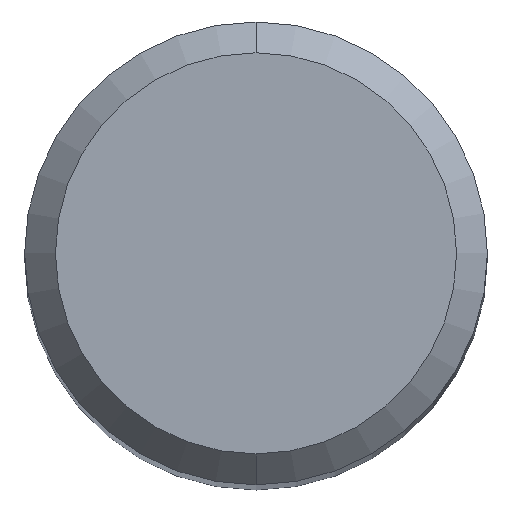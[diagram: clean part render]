
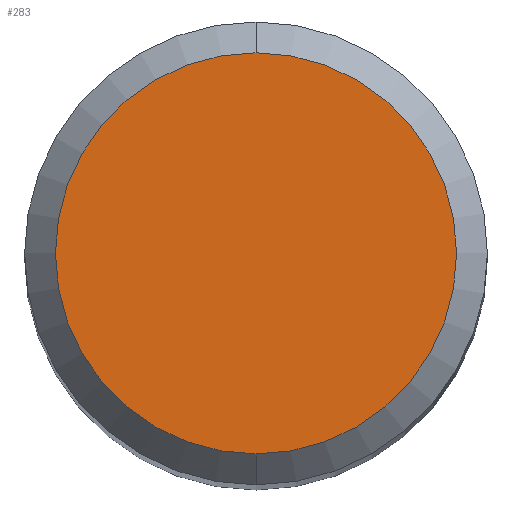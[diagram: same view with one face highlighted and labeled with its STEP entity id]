
A CAD part, top view. The second image highlights one B-rep face of the part: STEP entity #283.
In plain terms, the highlighted planar face has unit normal (0, 0, 1).
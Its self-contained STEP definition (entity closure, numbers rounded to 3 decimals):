
#223=EDGE_CURVE('',#419,#231,#531,.T.);
#231=VERTEX_POINT('',#540);
#283=ADVANCED_FACE('',(#597),#598,.T.);
#413=EDGE_CURVE('',#231,#419,#744,.T.);
#419=VERTEX_POINT('',#752);
#531=CIRCLE('',#891,2.6);
#540=CARTESIAN_POINT('',(0.0,2.6,0.0));
#597=FACE_OUTER_BOUND('',#1037,.T.);
#598=PLANE('',#1038);
#744=CIRCLE('',#1281,2.6);
#752=CARTESIAN_POINT('',(0.,-2.6,0.0));
#891=AXIS2_PLACEMENT_3D('',#1480,#1481,#1482);
#1037=EDGE_LOOP('',(#1556,#1557));
#1038=AXIS2_PLACEMENT_3D('',#1558,#1559,#1560);
#1281=AXIS2_PLACEMENT_3D('',#1742,#1743,#1744);
#1480=CARTESIAN_POINT('',(0.0,0.0,0.0));
#1481=DIRECTION('',(0.0,0.0,-1.0));
#1482=DIRECTION('',(0.0,1.0,0.0));
#1556=ORIENTED_EDGE('',*,*,#413,.F.);
#1557=ORIENTED_EDGE('',*,*,#223,.F.);
#1558=CARTESIAN_POINT('',(0.0,1.3,0.0));
#1559=DIRECTION('',(-0.0,0.0,1.0));
#1560=DIRECTION('',(0.0,-1.0,0.0));
#1742=CARTESIAN_POINT('',(0.0,0.0,0.0));
#1743=DIRECTION('',(0.0,0.0,-1.0));
#1744=DIRECTION('',(0.0,1.0,0.0));
